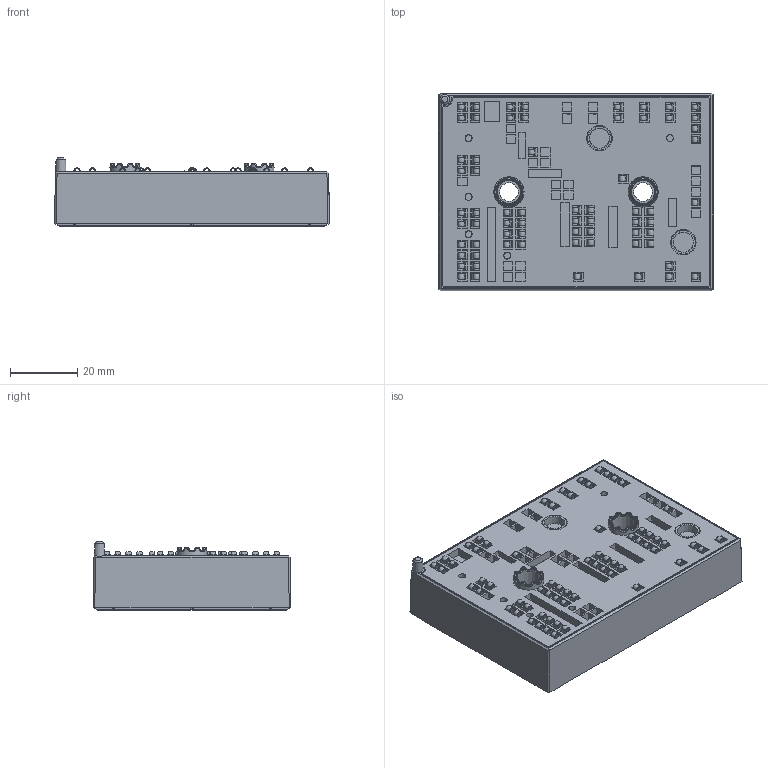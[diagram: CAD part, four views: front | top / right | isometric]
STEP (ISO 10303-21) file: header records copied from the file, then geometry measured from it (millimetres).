
FILE_DESCRIPTION(/* description */ ('Unknown'),/* implementation_level */ '2;1');
FILE_NAME(/* name */ 'MiniSkiiP3-K840(661)-01-OL',/* time_stamp */ '2017-09-11T09:33:20+02:00',/* author */ ('Unknown'),/* organization */ ('Unknown'),/* preprocessor_version */ 'ST-DEVELOPER v16.7',/* originating_system */ 'DEX',/* authorisation */ $);
FILE_SCHEMA (('AUTOMOTIVE_DESIGN {1 0 10303 214 3 1 1}'));
Products named in the file (1): MiniSkiiP3-K840-01-OL
Bounding box: 81.99 x 58.99 x 20.29 mm (x, y, z)
Volume: 74314.5 mm3; surface area: 20594.4 mm2
Topology: 1 solids, 4 shells, 2834 faces, 7908 edges, 4752 vertices
Faces by surface type: plane 1496, bspline 780, cylinder 441, torus 104, cone 13
Full cylindrical faces by diameter (mm): 3 x2, 5 x1, 5.5 x2, 6.2 x2, 7.5 x2, 8 x2
Entity records: 120181 total; most frequent: CARTESIAN_POINT 36925, ORIENTED_EDGE 14664, DIRECTION 10543, EDGE_CURVE 7332, VERTEX_POINT 4732, LINE 4079, VECTOR 4079, AXIS2_PLACEMENT_3D 3232
